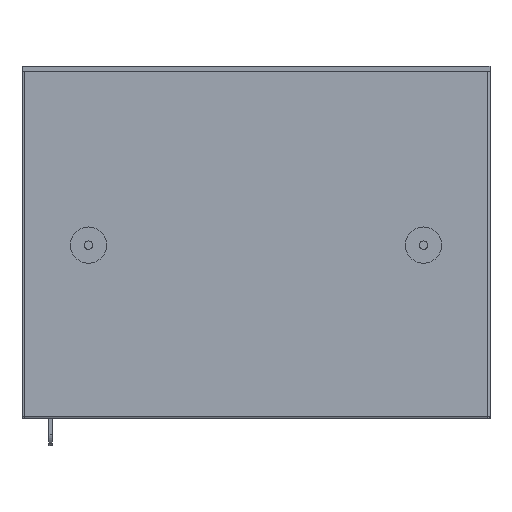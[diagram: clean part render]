
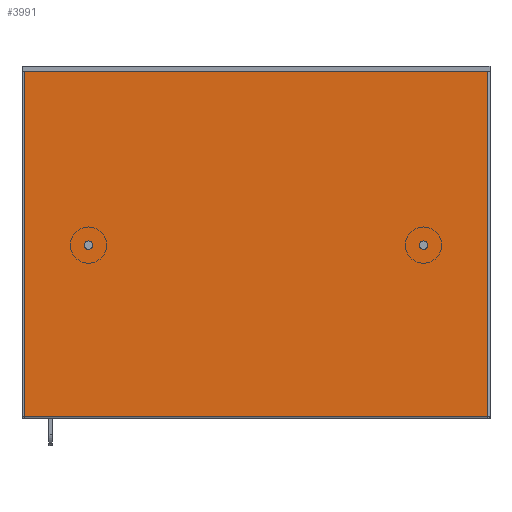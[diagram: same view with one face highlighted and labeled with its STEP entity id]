
A CAD part, front view. The second image highlights one B-rep face of the part: STEP entity #3991.
In plain terms, the highlighted planar face has unit normal (0, -1, 0).
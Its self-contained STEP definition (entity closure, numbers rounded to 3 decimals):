
#14 = LINE ( 'NONE', #2627, #8173 ) ;
#129 = ORIENTED_EDGE ( 'NONE', *, *, #3651, .F. ) ;
#212 = EDGE_CURVE ( 'NONE', #2055, #4953, #10149, .T. ) ;
#234 = VERTEX_POINT ( 'NONE', #687 ) ;
#307 = EDGE_LOOP ( 'NONE', ( #4098, #10500 ) ) ;
#361 = CARTESIAN_POINT ( 'NONE',  ( -223.5, 0., 0. ) ) ;
#671 = DIRECTION ( 'NONE',  ( 1., 0., 0. ) ) ;
#687 = CARTESIAN_POINT ( 'NONE',  ( 157.5, 0., 0. ) ) ;
#727 = PLANE ( 'NONE',  #3334 ) ;
#1229 = ORIENTED_EDGE ( 'NONE', *, *, #212, .T. ) ;
#1296 = CARTESIAN_POINT ( 'NONE',  ( -223.5, 0., -165.5 ) ) ;
#1318 = CARTESIAN_POINT ( 'NONE',  ( 161.5, 0., 0. ) ) ;
#1617 = AXIS2_PLACEMENT_3D ( 'NONE', #3694, #6265, #3517 ) ;
#1693 = CARTESIAN_POINT ( 'NONE',  ( 165.5, 0., 0. ) ) ;
#1740 = FACE_OUTER_BOUND ( 'NONE', #7434, .T. ) ;
#2055 = VERTEX_POINT ( 'NONE', #5191 ) ;
#2064 = CIRCLE ( 'NONE', #7157, 4. ) ;
#2085 = DIRECTION ( 'NONE',  ( 0., -1., 0. ) ) ;
#2145 = EDGE_LOOP ( 'NONE', ( #7188, #129 ) ) ;
#2450 = VECTOR ( 'NONE', #10491, 1000. ) ;
#2480 = VERTEX_POINT ( 'NONE', #3976 ) ;
#2627 = CARTESIAN_POINT ( 'NONE',  ( 0., 0., -165.5 ) ) ;
#2744 = DIRECTION ( 'NONE',  ( 0., 0., -1. ) ) ;
#2751 = ORIENTED_EDGE ( 'NONE', *, *, #6693, .T. ) ;
#2828 = DIRECTION ( 'NONE',  ( -1., 0., 0. ) ) ;
#2853 = CARTESIAN_POINT ( 'NONE',  ( -225.5, 0., 167.5 ) ) ;
#3334 = AXIS2_PLACEMENT_3D ( 'NONE', #7676, #5101, #8533 ) ;
#3517 = DIRECTION ( 'NONE',  ( -1., 0., 0. ) ) ;
#3651 = EDGE_CURVE ( 'NONE', #5879, #2480, #2064, .T. ) ;
#3694 = CARTESIAN_POINT ( 'NONE',  ( 161.5, 0., 0. ) ) ;
#3762 = VERTEX_POINT ( 'NONE', #1296 ) ;
#3787 = CIRCLE ( 'NONE', #1617, 4. ) ;
#3976 = CARTESIAN_POINT ( 'NONE',  ( -165.5, 0., 0. ) ) ;
#3991 = ADVANCED_FACE ( 'NONE', ( #1740, #5958, #5203 ), #727, .F. ) ;
#4022 = VERTEX_POINT ( 'NONE', #4691 ) ;
#4098 = ORIENTED_EDGE ( 'NONE', *, *, #6005, .T. ) ;
#4465 = VECTOR ( 'NONE', #5069, 1000. ) ;
#4647 = DIRECTION ( 'NONE',  ( 0., -1., 0. ) ) ;
#4691 = CARTESIAN_POINT ( 'NONE',  ( -223.5, 0., 167.5 ) ) ;
#4953 = VERTEX_POINT ( 'NONE', #8198 ) ;
#5069 = DIRECTION ( 'NONE',  ( 0., 0., 1. ) ) ;
#5101 = DIRECTION ( 'NONE',  ( 0., 1., 0. ) ) ;
#5123 = CARTESIAN_POINT ( 'NONE',  ( -157.5, 0., 0. ) ) ;
#5181 = AXIS2_PLACEMENT_3D ( 'NONE', #7280, #2085, #2828 ) ;
#5191 = CARTESIAN_POINT ( 'NONE',  ( 223.5, 0., -165.5 ) ) ;
#5203 = FACE_BOUND ( 'NONE', #307, .T. ) ;
#5399 = ORIENTED_EDGE ( 'NONE', *, *, #5637, .T. ) ;
#5529 = DIRECTION ( 'NONE',  ( 0., 1., 0. ) ) ;
#5637 = EDGE_CURVE ( 'NONE', #4022, #3762, #8169, .T. ) ;
#5879 = VERTEX_POINT ( 'NONE', #5123 ) ;
#5958 = FACE_BOUND ( 'NONE', #2145, .T. ) ;
#6005 = EDGE_CURVE ( 'NONE', #234, #8337, #3787, .T. ) ;
#6265 = DIRECTION ( 'NONE',  ( 0., 1., 0. ) ) ;
#6693 = EDGE_CURVE ( 'NONE', #3762, #2055, #14, .T. ) ;
#7016 = LINE ( 'NONE', #2853, #2450 ) ;
#7157 = AXIS2_PLACEMENT_3D ( 'NONE', #9041, #4647, #10581 ) ;
#7188 = ORIENTED_EDGE ( 'NONE', *, *, #8489, .F. ) ;
#7280 = CARTESIAN_POINT ( 'NONE',  ( -161.5, 0., 0. ) ) ;
#7434 = EDGE_LOOP ( 'NONE', ( #8188, #5399, #2751, #1229 ) ) ;
#7676 = CARTESIAN_POINT ( 'NONE',  ( 0., 0., 0. ) ) ;
#8169 = LINE ( 'NONE', #361, #9060 ) ;
#8173 = VECTOR ( 'NONE', #671, 1000. ) ;
#8188 = ORIENTED_EDGE ( 'NONE', *, *, #9195, .F. ) ;
#8198 = CARTESIAN_POINT ( 'NONE',  ( 223.5, 0., 167.5 ) ) ;
#8337 = VERTEX_POINT ( 'NONE', #1693 ) ;
#8489 = EDGE_CURVE ( 'NONE', #2480, #5879, #10115, .T. ) ;
#8533 = DIRECTION ( 'NONE',  ( 0., 0., 1. ) ) ;
#8815 = AXIS2_PLACEMENT_3D ( 'NONE', #1318, #5529, #10096 ) ;
#9041 = CARTESIAN_POINT ( 'NONE',  ( -161.5, 0., 0. ) ) ;
#9060 = VECTOR ( 'NONE', #2744, 1000. ) ;
#9195 = EDGE_CURVE ( 'NONE', #4022, #4953, #7016, .T. ) ;
#9354 = EDGE_CURVE ( 'NONE', #8337, #234, #11187, .T. ) ;
#10096 = DIRECTION ( 'NONE',  ( -1., 0., 0. ) ) ;
#10115 = CIRCLE ( 'NONE', #5181, 4. ) ;
#10149 = LINE ( 'NONE', #10366, #4465 ) ;
#10366 = CARTESIAN_POINT ( 'NONE',  ( 223.5, 0., 0. ) ) ;
#10491 = DIRECTION ( 'NONE',  ( 1., 0., 0. ) ) ;
#10500 = ORIENTED_EDGE ( 'NONE', *, *, #9354, .T. ) ;
#10581 = DIRECTION ( 'NONE',  ( -1., 0., 0. ) ) ;
#11187 = CIRCLE ( 'NONE', #8815, 4. ) ;
